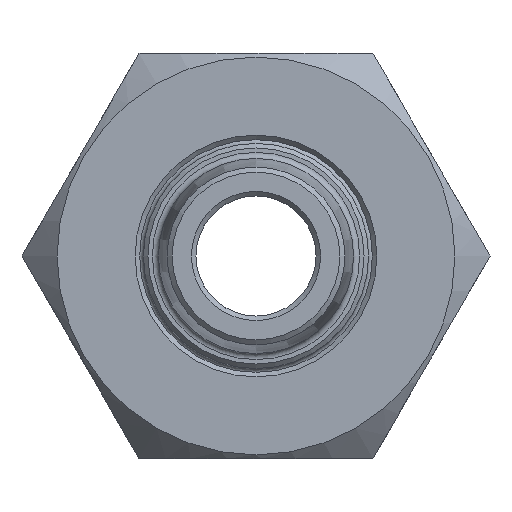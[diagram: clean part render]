
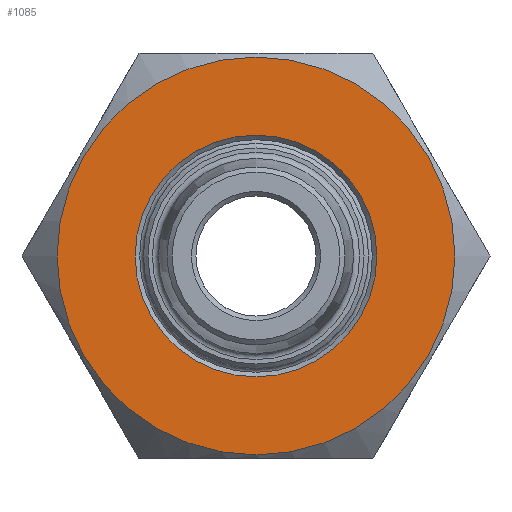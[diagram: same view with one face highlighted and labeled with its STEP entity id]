
A CAD part, left-side view. The second image highlights one B-rep face of the part: STEP entity #1085.
In plain terms, the highlighted planar face has unit normal (-1, 0, 0).
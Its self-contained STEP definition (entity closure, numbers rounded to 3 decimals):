
#46=FACE_BOUND('',#186,.T.);
#80=PLANE('',#1243);
#110=FACE_OUTER_BOUND('',#185,.T.);
#185=EDGE_LOOP('',(#781));
#186=EDGE_LOOP('',(#782));
#365=CIRCLE('',#1224,13.25);
#372=CIRCLE('',#1238,8.05);
#481=VERTEX_POINT('',#1872);
#487=VERTEX_POINT('',#1898);
#586=EDGE_CURVE('',#481,#481,#365,.T.);
#598=EDGE_CURVE('',#487,#487,#372,.T.);
#781=ORIENTED_EDGE('',*,*,#586,.T.);
#782=ORIENTED_EDGE('',*,*,#598,.F.);
#1085=ADVANCED_FACE('',(#110,#46),#80,.T.);
#1224=AXIS2_PLACEMENT_3D('',#1874,#1416,#1417);
#1238=AXIS2_PLACEMENT_3D('',#1899,#1449,#1450);
#1243=AXIS2_PLACEMENT_3D('',#1909,#1461,#1462);
#1416=DIRECTION('center_axis',(-1.,0.,0.));
#1417=DIRECTION('ref_axis',(0.,1.,0.));
#1449=DIRECTION('center_axis',(-1.,0.,0.));
#1450=DIRECTION('ref_axis',(0.,0.,-1.));
#1461=DIRECTION('center_axis',(-1.,0.,0.));
#1462=DIRECTION('ref_axis',(0.,0.,1.));
#1872=CARTESIAN_POINT('',(-13.5,-13.25,0.));
#1874=CARTESIAN_POINT('Origin',(-13.5,0.,0.));
#1898=CARTESIAN_POINT('',(-13.5,0.,8.05));
#1899=CARTESIAN_POINT('Origin',(-13.5,0.,0.));
#1909=CARTESIAN_POINT('Origin',(-13.5,0.,0.));
